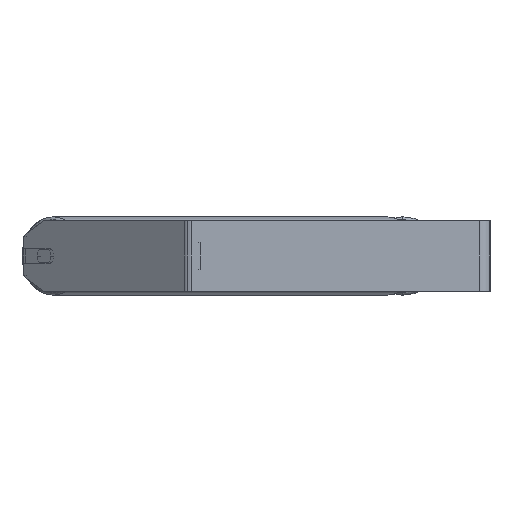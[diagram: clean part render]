
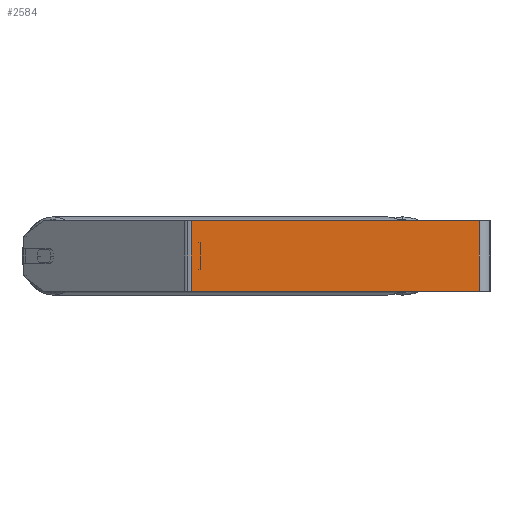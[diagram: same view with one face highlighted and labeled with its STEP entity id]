
A CAD part, left-side view. The second image highlights one B-rep face of the part: STEP entity #2584.
In plain terms, the highlighted planar face has unit normal (-1, 0, 0).
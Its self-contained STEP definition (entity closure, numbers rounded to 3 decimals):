
#745 = CARTESIAN_POINT ( 'NONE',  ( -945., 12., -40. ) ) ;
#1329 = PLANE ( 'NONE',  #6192 ) ;
#1649 = VECTOR ( 'NONE', #2952, 1000. ) ;
#1749 = LINE ( 'NONE', #7691, #1649 ) ;
#1873 = VERTEX_POINT ( 'NONE', #3531 ) ;
#1923 = CARTESIAN_POINT ( 'NONE',  ( -945., 343.573, 40. ) ) ;
#1940 = EDGE_CURVE ( 'NONE', #2236, #1873, #1749, .T. ) ;
#2029 = CARTESIAN_POINT ( 'NONE',  ( -945., 12., 40. ) ) ;
#2138 = DIRECTION ( 'NONE',  ( 1., 0., 0. ) ) ;
#2236 = VERTEX_POINT ( 'NONE', #3385 ) ;
#2256 = CARTESIAN_POINT ( 'NONE',  ( -945., 12., 40. ) ) ;
#2317 = ORIENTED_EDGE ( 'NONE', *, *, #8665, .T. ) ;
#2584 = ADVANCED_FACE ( 'NONE', ( #8736 ), #1329, .F. ) ;
#2610 = LINE ( 'NONE', #4608, #6599 ) ;
#2630 = DIRECTION ( 'NONE',  ( 0., -1., 0. ) ) ;
#2737 = ORIENTED_EDGE ( 'NONE', *, *, #8171, .F. ) ;
#2952 = DIRECTION ( 'NONE',  ( 0., 0., -1. ) ) ;
#3244 = EDGE_CURVE ( 'NONE', #2236, #7785, #7994, .T. ) ;
#3385 = CARTESIAN_POINT ( 'NONE',  ( -945., 339.206, 40. ) ) ;
#3531 = CARTESIAN_POINT ( 'NONE',  ( -945., 339.206, -40. ) ) ;
#4483 = ORIENTED_EDGE ( 'NONE', *, *, #1940, .T. ) ;
#4608 = CARTESIAN_POINT ( 'NONE',  ( -945., 343.573, -40. ) ) ;
#4745 = DIRECTION ( 'NONE',  ( 0., 0., -1. ) ) ;
#5207 = VECTOR ( 'NONE', #2630, 1000. ) ;
#6069 = LINE ( 'NONE', #2029, #8386 ) ;
#6128 = CARTESIAN_POINT ( 'NONE',  ( -945., 343.573, 40. ) ) ;
#6192 = AXIS2_PLACEMENT_3D ( 'NONE', #6128, #2138, #4745 ) ;
#6566 = DIRECTION ( 'NONE',  ( 0., -1., 0. ) ) ;
#6599 = VECTOR ( 'NONE', #6566, 1000. ) ;
#6859 = VERTEX_POINT ( 'NONE', #745 ) ;
#7435 = DIRECTION ( 'NONE',  ( 0., 0., -1. ) ) ;
#7661 = EDGE_LOOP ( 'NONE', ( #2317, #2737, #8562, #4483 ) ) ;
#7691 = CARTESIAN_POINT ( 'NONE',  ( -945., 339.206, 40. ) ) ;
#7785 = VERTEX_POINT ( 'NONE', #2256 ) ;
#7994 = LINE ( 'NONE', #1923, #5207 ) ;
#8171 = EDGE_CURVE ( 'NONE', #7785, #6859, #6069, .T. ) ;
#8386 = VECTOR ( 'NONE', #7435, 1000. ) ;
#8562 = ORIENTED_EDGE ( 'NONE', *, *, #3244, .F. ) ;
#8665 = EDGE_CURVE ( 'NONE', #1873, #6859, #2610, .T. ) ;
#8736 = FACE_OUTER_BOUND ( 'NONE', #7661, .T. ) ;
